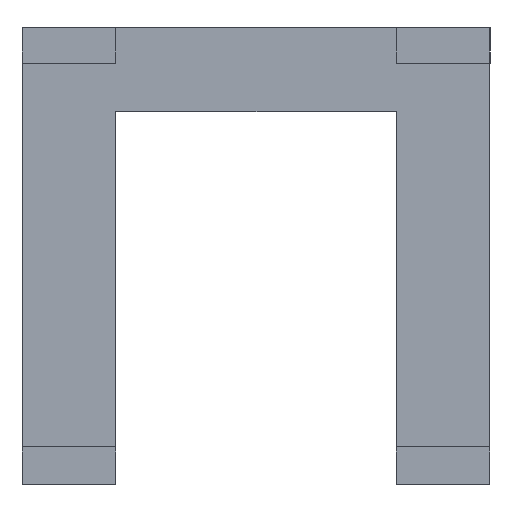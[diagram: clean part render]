
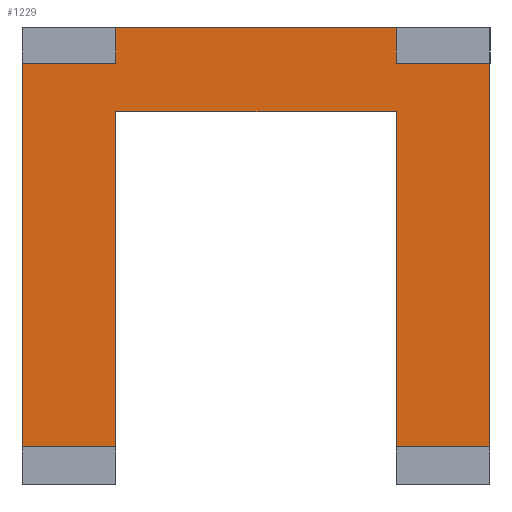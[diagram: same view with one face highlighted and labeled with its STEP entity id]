
A CAD part, left-side view. The second image highlights one B-rep face of the part: STEP entity #1229.
In plain terms, the highlighted planar face has unit normal (-1, 0, 0).
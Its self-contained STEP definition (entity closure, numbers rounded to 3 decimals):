
#98=FACE_OUTER_BOUND('',#164,.T.);
#164=EDGE_LOOP('',(#923,#924,#925,#926,#927,#928,#929,#930,#931,#932,#933,
#934));
#234=LINE('',#1720,#386);
#236=LINE('',#1728,#388);
#249=LINE('',#1763,#401);
#253=LINE('',#1774,#405);
#267=LINE('',#1803,#419);
#275=LINE('',#1820,#427);
#278=LINE('',#1826,#430);
#291=LINE('',#1859,#443);
#292=LINE('',#1860,#444);
#293=LINE('',#1862,#445);
#294=LINE('',#1863,#446);
#295=LINE('',#1864,#447);
#386=VECTOR('',#1392,10.);
#388=VECTOR('',#1398,10.);
#401=VECTOR('',#1423,10.);
#405=VECTOR('',#1431,10.);
#419=VECTOR('',#1455,10.);
#427=VECTOR('',#1471,10.);
#430=VECTOR('',#1476,10.);
#443=VECTOR('',#1511,10.);
#444=VECTOR('',#1512,10.);
#445=VECTOR('',#1513,10.);
#446=VECTOR('',#1514,10.);
#447=VECTOR('',#1515,10.);
#537=VERTEX_POINT('',#1714);
#539=VERTEX_POINT('',#1718);
#541=VERTEX_POINT('',#1724);
#543=VERTEX_POINT('',#1727);
#558=VERTEX_POINT('',#1760);
#559=VERTEX_POINT('',#1762);
#563=VERTEX_POINT('',#1771);
#564=VERTEX_POINT('',#1773);
#574=VERTEX_POINT('',#1801);
#579=VERTEX_POINT('',#1819);
#581=VERTEX_POINT('',#1825);
#591=VERTEX_POINT('',#1861);
#657=EDGE_CURVE('',#537,#539,#234,.T.);
#660=EDGE_CURVE('',#541,#543,#236,.T.);
#676=EDGE_CURVE('',#559,#558,#249,.T.);
#681=EDGE_CURVE('',#563,#564,#253,.T.);
#696=EDGE_CURVE('',#539,#574,#267,.T.);
#704=EDGE_CURVE('',#579,#559,#275,.T.);
#707=EDGE_CURVE('',#581,#563,#278,.T.);
#724=EDGE_CURVE('',#579,#574,#291,.T.);
#725=EDGE_CURVE('',#564,#558,#292,.T.);
#726=EDGE_CURVE('',#591,#581,#293,.T.);
#727=EDGE_CURVE('',#543,#591,#294,.T.);
#728=EDGE_CURVE('',#537,#541,#295,.T.);
#923=ORIENTED_EDGE('',*,*,#696,.T.);
#924=ORIENTED_EDGE('',*,*,#724,.F.);
#925=ORIENTED_EDGE('',*,*,#704,.T.);
#926=ORIENTED_EDGE('',*,*,#676,.T.);
#927=ORIENTED_EDGE('',*,*,#725,.F.);
#928=ORIENTED_EDGE('',*,*,#681,.F.);
#929=ORIENTED_EDGE('',*,*,#707,.F.);
#930=ORIENTED_EDGE('',*,*,#726,.F.);
#931=ORIENTED_EDGE('',*,*,#727,.F.);
#932=ORIENTED_EDGE('',*,*,#660,.F.);
#933=ORIENTED_EDGE('',*,*,#728,.F.);
#934=ORIENTED_EDGE('',*,*,#657,.T.);
#1178=PLANE('',#1313);
#1229=ADVANCED_FACE('',(#98),#1178,.T.);
#1313=AXIS2_PLACEMENT_3D('',#1858,#1509,#1510);
#1392=DIRECTION('',(0.,1.,0.));
#1398=DIRECTION('',(0.,1.,0.));
#1423=DIRECTION('',(0.,1.,0.));
#1431=DIRECTION('',(0.,1.,0.));
#1455=DIRECTION('',(0.,0.,1.));
#1471=DIRECTION('',(0.,0.,-1.));
#1476=DIRECTION('',(0.,0.,-1.));
#1509=DIRECTION('center_axis',(-1.,0.,0.));
#1510=DIRECTION('ref_axis',(0.,-1.,0.));
#1511=DIRECTION('',(0.,-1.,0.));
#1512=DIRECTION('',(0.,0.,1.));
#1513=DIRECTION('',(0.,1.,0.));
#1514=DIRECTION('',(0.,0.,1.));
#1515=DIRECTION('',(0.,0.,-1.));
#1714=CARTESIAN_POINT('',(-160.,-150.,60.2));
#1718=CARTESIAN_POINT('',(-160.,-140.,60.2));
#1720=CARTESIAN_POINT('',(-160.,-150.,60.2));
#1724=CARTESIAN_POINT('',(-160.,-150.,19.2));
#1727=CARTESIAN_POINT('',(-160.,-140.,19.2));
#1728=CARTESIAN_POINT('',(-160.,-150.,19.2));
#1760=CARTESIAN_POINT('',(-160.,-100.,60.2));
#1762=CARTESIAN_POINT('',(-160.,-110.,60.2));
#1763=CARTESIAN_POINT('',(-160.,-110.,60.2));
#1771=CARTESIAN_POINT('',(-160.,-110.,19.2));
#1773=CARTESIAN_POINT('',(-160.,-100.,19.2));
#1774=CARTESIAN_POINT('',(-160.,-110.,19.2));
#1801=CARTESIAN_POINT('',(-160.,-140.,64.));
#1803=CARTESIAN_POINT('',(-160.,-140.,17.1));
#1819=CARTESIAN_POINT('',(-160.,-110.,64.));
#1820=CARTESIAN_POINT('',(-160.,-110.,17.1));
#1825=CARTESIAN_POINT('',(-160.,-110.,55.));
#1826=CARTESIAN_POINT('',(-160.,-110.,41.6));
#1858=CARTESIAN_POINT('Origin',(-160.,-100.,15.));
#1859=CARTESIAN_POINT('',(-160.,-100.,64.));
#1860=CARTESIAN_POINT('',(-160.,-100.,17.1));
#1861=CARTESIAN_POINT('',(-160.,-140.,55.));
#1862=CARTESIAN_POINT('',(-160.,-112.5,55.));
#1863=CARTESIAN_POINT('',(-160.,-140.,41.6));
#1864=CARTESIAN_POINT('',(-160.,-150.,17.1));
